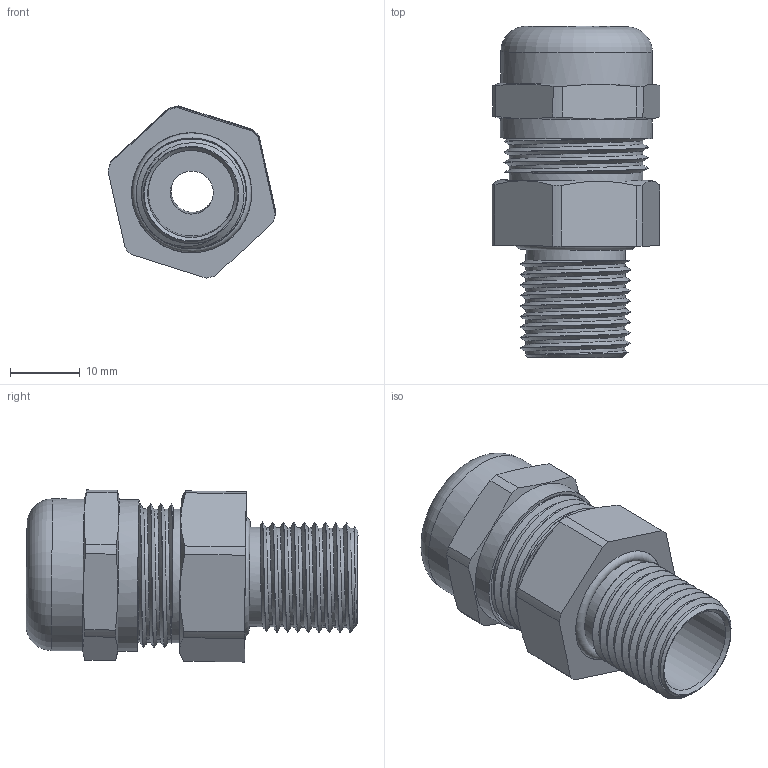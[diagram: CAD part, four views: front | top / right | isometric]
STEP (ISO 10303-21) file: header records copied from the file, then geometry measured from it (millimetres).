
FILE_DESCRIPTION(/* description */ ('E ALPHA X M 16x1,5, KB: 4-12 mm'),/* implementation_level */ '2;1');
FILE_NAME(/* name */ 'EBU01MBNC-RST.stp',/* time_stamp */ '2021-10-12T10:52:21+02:00',/* author */ ('sl'),/* organization */ (''),/* preprocessor_version */ 'ST-DEVELOPER v16.5',/* originating_system */ 'Autodesk Inventor 2017',/* authorisation */ '');
FILE_SCHEMA (('AUTOMOTIVE_DESIGN { 1 0 10303 214 3 1 1 }'));
Length unit declared in the file: millimetre
Products named in the file (7): EBU01MBNC; EBU01MBNC_1; EBU01MBNC_2; EBU01MBNC_3; EBU01MBNC_4; EBU01MBNC_5; EBU01MBNC_6
Assembly tree (6 placements, depth 2):
  EBU01MBNC
    EBU01MBNC_1
    EBU01MBNC_2
    EBU01MBNC_3
    EBU01MBNC_4
    EBU01MBNC_5
    EBU01MBNC_6
Bounding box: 24.01 x 47.44 x 24.59 mm (x, y, z)
Volume: 9857.5 mm3; surface area: 13321.1 mm2
Topology: 6 solids, 6 shells, 414 faces, 1168 edges, 772 vertices
Faces by surface type: plane 235, cone 112, cylinder 57, bspline 6, torus 4
Full cylindrical faces by diameter (mm): 6.15 x1, 9.12 x1, 9.46 x1, 12.06 x1, 12.39 x1, 12.4 x1, 12.43 x1, 14.198 x9, 14.85 x2, 14.95 x1, 15.14 x1, 16.9 x1, 16.93 x1, 17.198 x1, 18.98 x1, 19.078 x6, 19.3 x6, 21.7 x2
Entity records: 16509 total; most frequent: CARTESIAN_POINT 6464, DIRECTION 2200, ORIENTED_EDGE 2140, EDGE_CURVE 1070, AXIS2_PLACEMENT_3D 982, VERTEX_POINT 724, EDGE_LOOP 440, FACE_OUTER_BOUND 393
